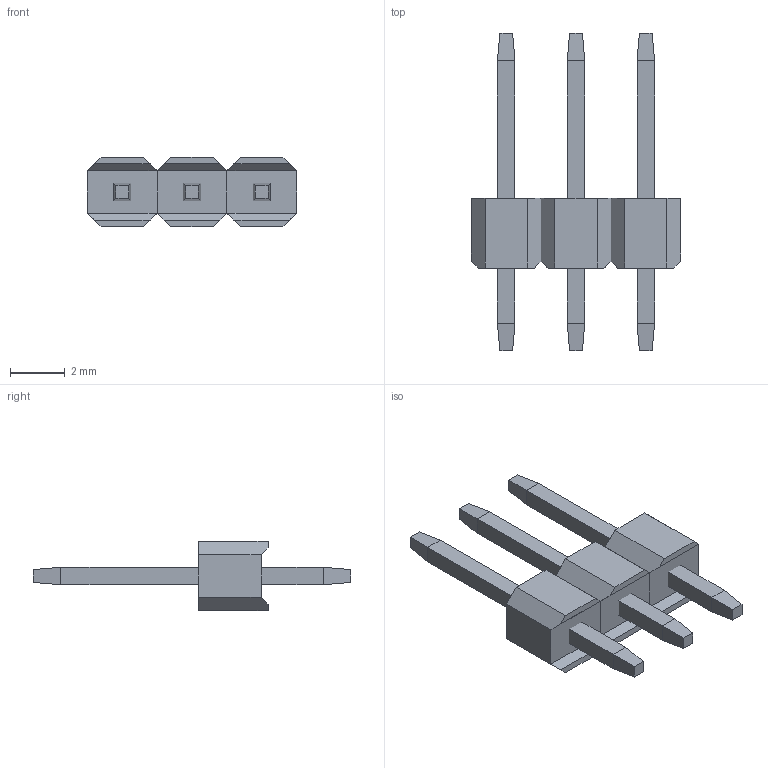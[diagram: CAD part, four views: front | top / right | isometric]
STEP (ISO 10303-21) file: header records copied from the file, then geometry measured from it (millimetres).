
FILE_DESCRIPTION (( 'STEP AP214' ), '1' );
FILE_NAME ('Header, Male, 2.54mm, 1x3.STEP', '2018-07-04T18:25:01', ( '' ), ( '' ), 'SwSTEP 2.0', 'SolidWorks 2018', '' );
FILE_SCHEMA (( 'AUTOMOTIVE_DESIGN' ));
Length unit declared in the file: millimetre
Products named in the file (1): Header, Male, 2.54mm, 1x3
Bounding box: 7.62 x 11.54 x 2.54 mm (x, y, z)
Volume: 52.7 mm3; surface area: 175.9 mm2
Topology: 9 solids, 9 shells, 102 faces, 216 edges, 132 vertices
Faces by surface type: plane 102
Entity records: 3486 total; most frequent: CARTESIAN_POINT 451, ORIENTED_EDGE 432, DIRECTION 422, VECTOR 216, LINE 216, EDGE_CURVE 216, VERTEX_POINT 132, AXIS2_PLACEMENT_3D 103
